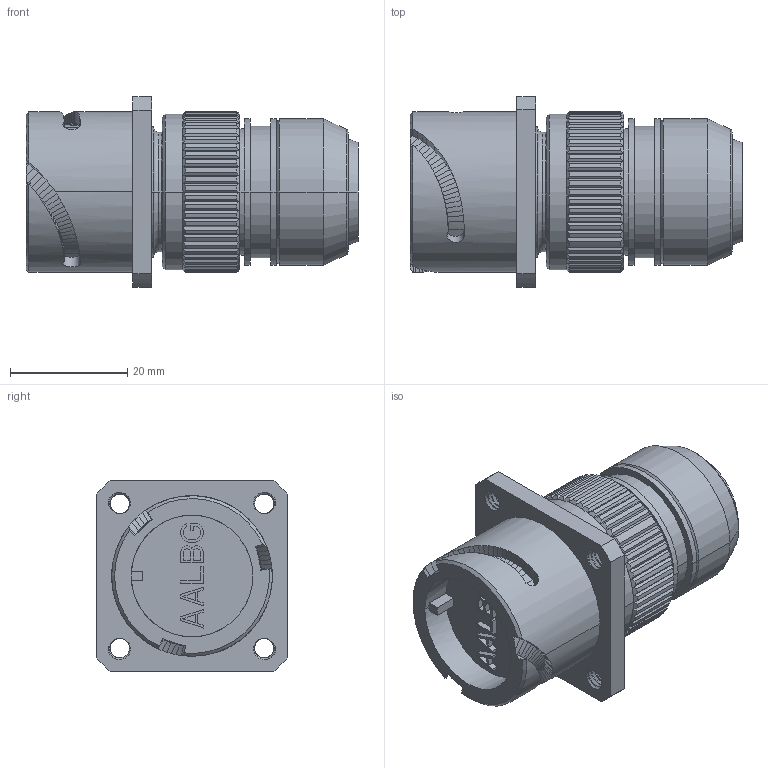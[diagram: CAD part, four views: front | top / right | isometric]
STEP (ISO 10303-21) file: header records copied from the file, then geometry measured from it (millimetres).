
FILE_DESCRIPTION((''),'2;1');
FILE_NAME('VG95234N-16S_SW0001','2023-03-23T10:56:32',('paultorloting'),('NET AG system integration'),'CREO PARAMETRIC BY PTC INC, 2021404','CREO PARAMETRIC BY PTC INC, 2021404','');
FILE_SCHEMA(('AUTOMOTIVE_DESIGN { 1 0 10303 214 1 1 1 1 }'));
Length unit declared in the file: millimetre
Products named in the file (1): VG95234N-16S_SW0001
Bounding box: 56.6 x 32.51 x 32.51 mm (x, y, z)
Volume: 27491.3 mm3; surface area: 9189.6 mm2
Topology: 1 solids, 1 shells, 757 faces, 2020 edges, 1295 vertices
Faces by surface type: plane 388, bspline 221, cylinder 116, cone 24, torus 8
Entity records: 34626 total; most frequent: CARTESIAN_POINT 13487, ORIENTED_EDGE 4040, DIRECTION 2694, EDGE_CURVE 2020, VERTEX_POINT 1295, VECTOR 1159, LINE 1159, EDGE_LOOP 795
